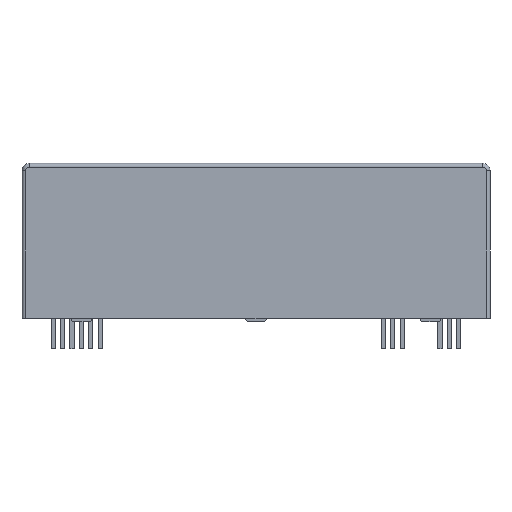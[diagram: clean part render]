
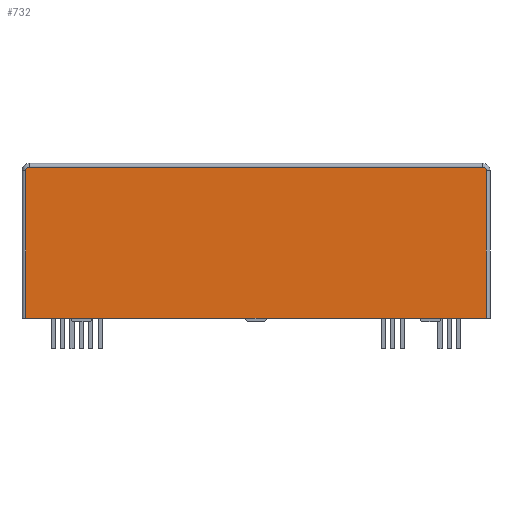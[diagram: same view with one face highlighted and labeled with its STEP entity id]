
A CAD part, front view. The second image highlights one B-rep face of the part: STEP entity #732.
In plain terms, the highlighted planar face has unit normal (0, -1, 0).
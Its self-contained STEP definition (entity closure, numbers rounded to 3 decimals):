
#70=CARTESIAN_POINT('',(30.996,-4.128,0.5));
#71=VERTEX_POINT('',#70);
#89=CARTESIAN_POINT('',(30.996,-4.128,20.336));
#90=VERTEX_POINT('',#89);
#98=CARTESIAN_POINT('',(30.996,-4.128,20.336));
#99=DIRECTION('',(0.0,0.0,-1.0));
#100=VECTOR('',#99,19.836);
#101=LINE('',#98,#100);
#102=EDGE_CURVE('',#90,#71,#101,.T.);
#162=CARTESIAN_POINT('',(30.496,-4.128,20.836));
#163=VERTEX_POINT('',#162);
#171=CARTESIAN_POINT('',(30.496,-4.128,20.336));
#172=DIRECTION('',(0.,1.0,0.));
#173=DIRECTION('',(0.707,0.,0.707));
#174=AXIS2_PLACEMENT_3D('',#171,#172,#173);
#175=CIRCLE('',#174,0.5);
#176=EDGE_CURVE('',#163,#90,#175,.T.);
#196=CARTESIAN_POINT('',(-30.496,-4.127,20.836));
#197=VERTEX_POINT('',#196);
#205=CARTESIAN_POINT('',(-30.496,-4.127,20.836));
#206=DIRECTION('',(1.0,0.0,0.0));
#207=VECTOR('',#206,60.992);
#208=LINE('',#205,#207);
#209=EDGE_CURVE('',#197,#163,#208,.T.);
#276=CARTESIAN_POINT('',(-30.996,-4.127,20.336));
#277=VERTEX_POINT('',#276);
#285=CARTESIAN_POINT('',(-30.496,-4.127,20.336));
#286=DIRECTION('',(0.,1.0,0.));
#287=DIRECTION('',(-0.707,0.,0.707));
#288=AXIS2_PLACEMENT_3D('',#285,#286,#287);
#289=CIRCLE('',#288,0.5);
#290=EDGE_CURVE('',#277,#197,#289,.T.);
#310=CARTESIAN_POINT('',(-30.996,-4.127,0.5));
#311=VERTEX_POINT('',#310);
#319=CARTESIAN_POINT('',(-30.996,-4.127,0.5));
#320=DIRECTION('',(0.0,0.0,1.0));
#321=VECTOR('',#320,19.836);
#322=LINE('',#319,#321);
#323=EDGE_CURVE('',#311,#277,#322,.T.);
#714=CARTESIAN_POINT('',(31.496,-4.128,0.5));
#715=DIRECTION('',(0.0,-1.0,0.0));
#716=DIRECTION('',(0.0,0.0,1.0));
#717=AXIS2_PLACEMENT_3D('',#714,#715,#716);
#718=PLANE('',#717);
#719=ORIENTED_EDGE('',*,*,#323,.F.);
#720=CARTESIAN_POINT('',(-30.996,-4.127,0.5));
#721=DIRECTION('',(1.0,0.0,0.0));
#722=VECTOR('',#721,61.992);
#723=LINE('',#720,#722);
#724=EDGE_CURVE('',#311,#71,#723,.T.);
#725=ORIENTED_EDGE('',*,*,#724,.T.);
#726=ORIENTED_EDGE('',*,*,#102,.F.);
#727=ORIENTED_EDGE('',*,*,#176,.F.);
#728=ORIENTED_EDGE('',*,*,#209,.F.);
#729=ORIENTED_EDGE('',*,*,#290,.F.);
#730=EDGE_LOOP('',(#719,#725,#726,#727,#728,#729));
#731=FACE_OUTER_BOUND('',#730,.T.);
#732=ADVANCED_FACE('',(#731),#718,.T.);
